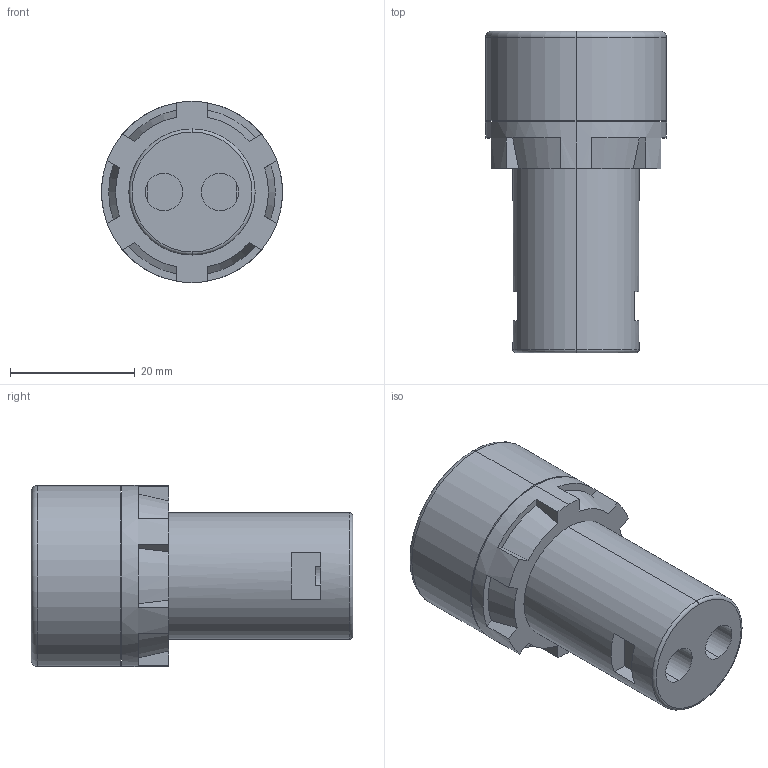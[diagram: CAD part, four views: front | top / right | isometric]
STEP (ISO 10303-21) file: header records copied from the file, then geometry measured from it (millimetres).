
FILE_DESCRIPTION (( 'STEP AP203' ), '1' );
FILE_NAME ('Ñâåòîäèîäíàÿ ìàòðèöà AD16-22HS.STEP', '2018-09-04T07:03:09', ( '' ), ( '' ), 'SwSTEP 2.0', 'SolidWorks 2017', '' );
FILE_SCHEMA (( 'CONFIG_CONTROL_DESIGN' ));
Length unit declared in the file: millimetre
Products named in the file (1): Ñâåòîäèîäíàÿ ìàòðèöà AD16-22HS
Bounding box: 29 x 51.5 x 29 mm (x, y, z)
Volume: 22895.5 mm3; surface area: 6154 mm2
Topology: 1 solids, 1 shells, 57 faces, 152 edges, 100 vertices
Faces by surface type: plane 35, cylinder 12, bspline 6, torus 4
Entity records: 1901 total; most frequent: CARTESIAN_POINT 352, DIRECTION 320, ORIENTED_EDGE 304, EDGE_CURVE 152, AXIS2_PLACEMENT_3D 116, VERTEX_POINT 100, LINE 88, VECTOR 88
